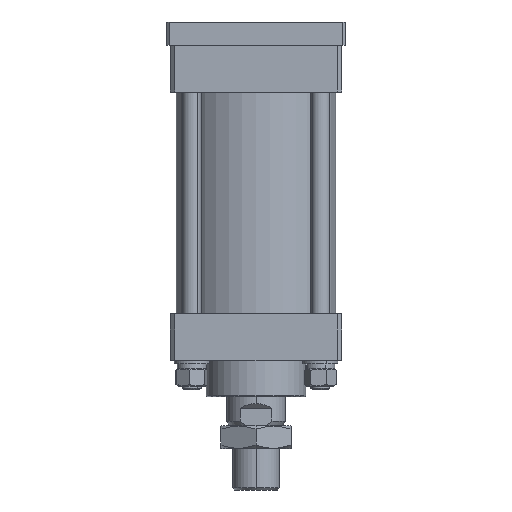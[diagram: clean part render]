
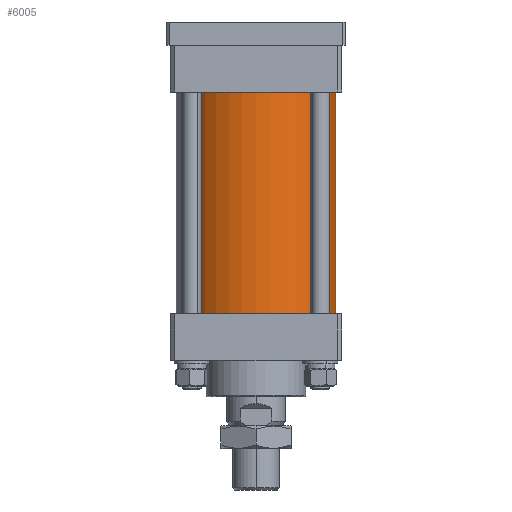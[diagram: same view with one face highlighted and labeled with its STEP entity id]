
A CAD part, front view. The second image highlights one B-rep face of the part: STEP entity #6005.
In plain terms, the highlighted cylindrical face has radius 68.5 mm (diameter 137 mm), a partial arc.
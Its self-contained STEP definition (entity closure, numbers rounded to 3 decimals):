
#1036 = AXIS2_PLACEMENT_3D ( 'NONE', #1420, #1418, #1416 ) ;
#1416 = DIRECTION ( 'NONE',  ( -1., 0., 0. ) ) ;
#1418 = DIRECTION ( 'NONE',  ( 0., 0., -1. ) ) ;
#1420 = CARTESIAN_POINT ( 'NONE',  ( 0., 0., 95. ) ) ;
#1885 = CARTESIAN_POINT ( 'NONE',  ( -68.5, 0., 95. ) ) ;
#1994 = FACE_OUTER_BOUND ( 'NONE', #7533, .T. ) ;
#2864 = CIRCLE ( 'NONE', #6207, 68.5 ) ;
#2866 = CIRCLE ( 'NONE', #6264, 68.5 ) ;
#2867 = VECTOR ( 'NONE', #3387, 1000. ) ;
#2869 = VECTOR ( 'NONE', #3385, 1000. ) ;
#2870 = LINE ( 'NONE', #3386, #2867 ) ;
#2872 = LINE ( 'NONE', #3384, #2869 ) ;
#3384 = CARTESIAN_POINT ( 'NONE',  ( 68.5, 0., 95. ) ) ;
#3385 = DIRECTION ( 'NONE',  ( 0., 0., -1. ) ) ;
#3386 = CARTESIAN_POINT ( 'NONE',  ( -68.5, 0., 95. ) ) ;
#3387 = DIRECTION ( 'NONE',  ( 0., 0., -1. ) ) ;
#3392 = CARTESIAN_POINT ( 'NONE',  ( 0., 0., 95. ) ) ;
#3393 = DIRECTION ( 'NONE',  ( 0., 0., 1. ) ) ;
#3394 = DIRECTION ( 'NONE',  ( 1., 0., 0. ) ) ;
#3406 = CARTESIAN_POINT ( 'NONE',  ( 0., 0., -95. ) ) ;
#3407 = DIRECTION ( 'NONE',  ( 0., 0., 1. ) ) ;
#3408 = DIRECTION ( 'NONE',  ( 1., 0., 0. ) ) ;
#3516 = CYLINDRICAL_SURFACE ( 'NONE', #1036, 68.5 ) ;
#3909 = EDGE_CURVE ( 'NONE', #7893, #7881, #2872, .T. ) ;
#3910 = EDGE_CURVE ( 'NONE', #7766, #7851, #2870, .T. ) ;
#3912 = EDGE_CURVE ( 'NONE', #7766, #7893, #2866, .T. ) ;
#3917 = EDGE_CURVE ( 'NONE', #7851, #7881, #2864, .T. ) ;
#4295 = CARTESIAN_POINT ( 'NONE',  ( -68.5, 0., -95. ) ) ;
#4325 = CARTESIAN_POINT ( 'NONE',  ( 68.5, 0., -95. ) ) ;
#4337 = CARTESIAN_POINT ( 'NONE',  ( 68.5, 0., 95. ) ) ;
#6005 = ADVANCED_FACE ( 'NONE', ( #1994 ), #3516, .T. ) ;
#6207 = AXIS2_PLACEMENT_3D ( 'NONE', #3406, #3407, #3408 ) ;
#6264 = AXIS2_PLACEMENT_3D ( 'NONE', #3392, #3393, #3394 ) ;
#7309 = ORIENTED_EDGE ( 'NONE', *, *, #3910, .T. ) ;
#7336 = ORIENTED_EDGE ( 'NONE', *, *, #3912, .F. ) ;
#7337 = ORIENTED_EDGE ( 'NONE', *, *, #3917, .T. ) ;
#7343 = ORIENTED_EDGE ( 'NONE', *, *, #3909, .F. ) ;
#7533 = EDGE_LOOP ( 'NONE', ( #7343, #7336, #7309, #7337 ) ) ;
#7766 = VERTEX_POINT ( 'NONE', #1885 ) ;
#7851 = VERTEX_POINT ( 'NONE', #4295 ) ;
#7881 = VERTEX_POINT ( 'NONE', #4325 ) ;
#7893 = VERTEX_POINT ( 'NONE', #4337 ) ;
